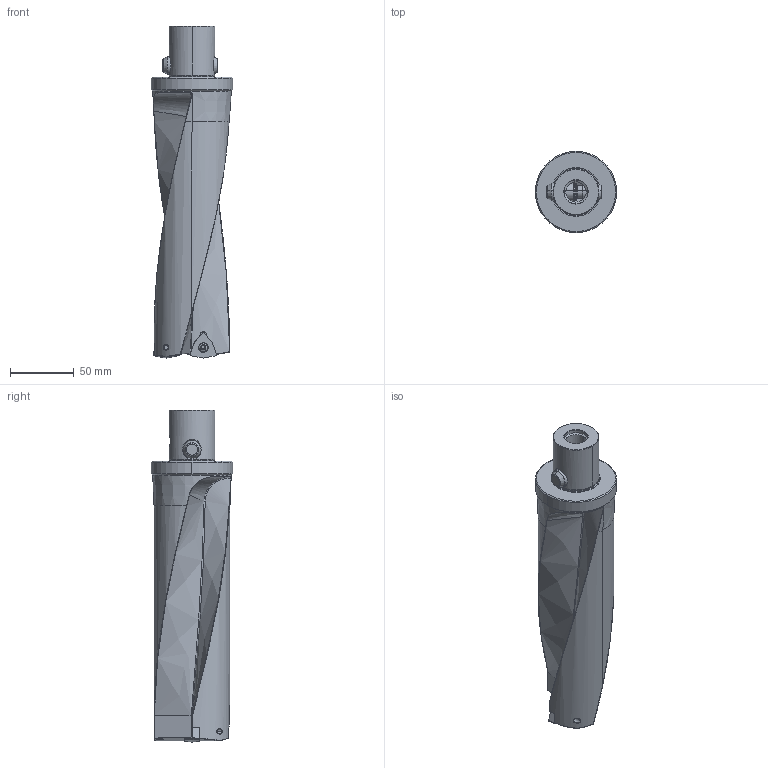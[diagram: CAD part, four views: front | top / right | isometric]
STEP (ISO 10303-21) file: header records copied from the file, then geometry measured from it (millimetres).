
FILE_DESCRIPTION(('no description'),'unknown implementation level');
FILE_NAME('6233285D-047E-4AE3-86CF-3AEF7CB25C40_export.stp',' ',('CIMSOURCE GmbH'),('CADClick - KiM GmbH - www.kimweb.de'),'unknown preprocess','ACIS','unknown authorization');
FILE_SCHEMA(('automotive_design'));
Length unit declared in the file: millimetre
Products named in the file (7): 336.761 Kaiser WB 61-183 X CK6|694.150 Kaiser ETL M5 X 13,3 T20 IP 10S_Standard;NONE; 336.761 Kaiser WB 61-183 X CK6|336.761 Kaiser WB 61-183 X CK6_Standard-2;NONE; 336.761 Kaiser WB 61-183 X CK6|336.761 Kaiser WB 61-183 X CK6_Standard-1;NONE; 336.761 Kaiser WB 61-183 X CK6|336.761 Kaiser WB 61-183 X CK6_Standard;NONE; 336.761 Kaiser WB 61-183 X CK6|691.506 Kaiser ETL D14 X 43K_Standard|691.526 Mitnehmerbolzen_Standard;NONE; 336.761 Kaiser WB 61-183 X CK6|691.506 Kaiser ETL D14 X 43K_Standard|693.305 Sprengring_Standard;NONE
Bounding box: 63.5 x 63.5 x 260 mm (x, y, z)
Volume: 400064.2 mm3; surface area: 65749.2 mm2
Topology: 7 solids, 7 shells, 354 faces, 868 edges, 527 vertices
Faces by surface type: cylinder 104, plane 85, cone 68, torus 48, bspline 46, sphere 3
Entity records: 57943 total; most frequent: CARTESIAN_POINT 39888, STYLED_ITEM 1751, PRESENTATION_STYLE_ASSIGNMENT 1751, COLOUR_RGB 1751, ORIENTED_EDGE 1726, DIRECTION 1699, EDGE_CURVE 863, CURVE_STYLE 863
